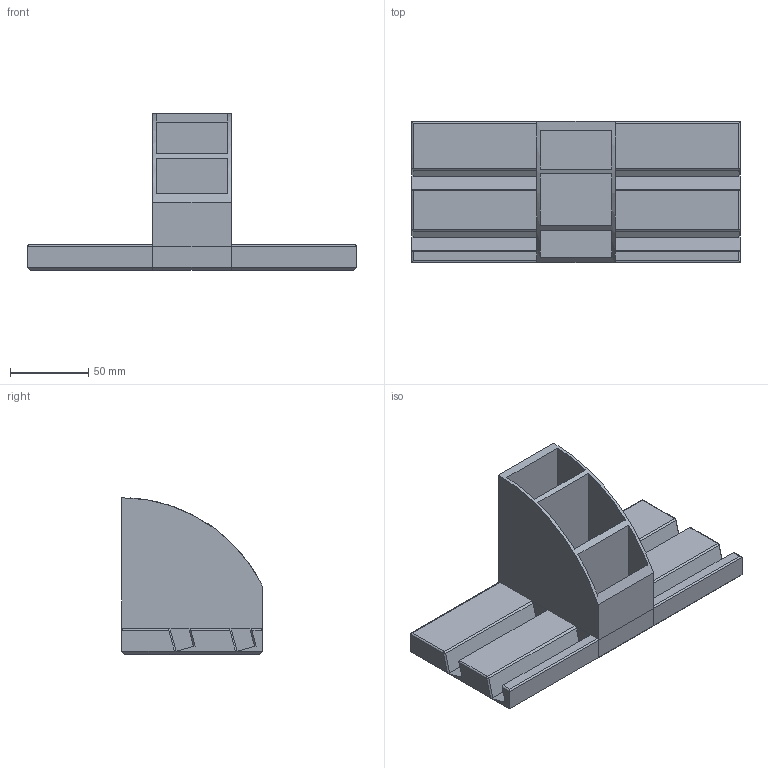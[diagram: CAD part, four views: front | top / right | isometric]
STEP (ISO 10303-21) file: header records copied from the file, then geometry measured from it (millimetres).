
FILE_DESCRIPTION(('FreeCAD Model'),'2;1');
FILE_NAME('Open CASCADE Shape Model','2025-05-30T23:32:13',('Author'),( ''),'Open CASCADE STEP processor 7.8','FreeCAD','Unknown');
FILE_SCHEMA(('AUTOMOTIVE_DESIGN { 1 0 10303 214 1 1 1 1 }'));
Length unit declared in the file: millimetre
Products named in the file (3): Remote_Storage_With_Phone_Holder; FinalRemoteHolder; Chamfer003
Assembly tree (2 placements, depth 2):
  Remote_Storage_With_Phone_Holder
    FinalRemoteHolder
    Chamfer003
Bounding box: 210 x 90 x 100 mm (x, y, z)
Volume: 102278.8 mm3; surface area: 118857.9 mm2
Topology: 1 solids, 2 shells, 92 faces, 240 edges, 155 vertices
Faces by surface type: plane 71, bspline 12, cylinder 9
Entity records: 6473 total; most frequent: CARTESIAN_POINT 1905, DIRECTION 745, LINE 558, VECTOR 558, ORIENTED_EDGE 471, PCURVE 471, DEFINITIONAL_REPRESENTATION 471, EDGE_CURVE 236
